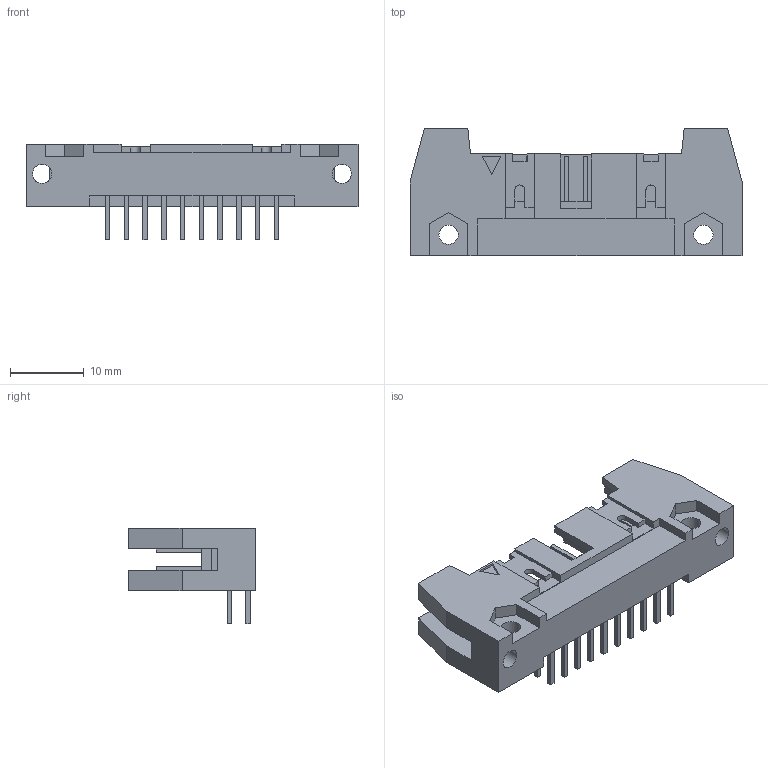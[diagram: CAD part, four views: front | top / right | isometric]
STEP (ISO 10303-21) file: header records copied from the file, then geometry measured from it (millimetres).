
FILE_DESCRIPTION(/* description */ (''),/* implementation_level */ '2;1');
FILE_NAME(/* name */ '100644282ugm000_a.stp',/* time_stamp */ '2015-12-08T14:07:07+01:00',/* author */ (''),/* organization */ (''),/* preprocessor_version */ 'ST-DEVELOPER v15',/* originating_system */ 'SIEMENS PLM Software NX 8.5',/* authorisation */ '');
FILE_SCHEMA (('AUTOMOTIVE_DESIGN { 1 0 10303 214 3 1 1 1 }'));
Length unit declared in the file: millimetre
Products named in the file (1): 100644282ugm000_a
Bounding box: 45 x 17.3 x 13 mm (x, y, z)
Volume: 3280 mm3; surface area: 3906.7 mm2
Topology: 1 solids, 1 shells, 308 faces, 801 edges, 530 vertices
Faces by surface type: plane 302, cylinder 6
Full cylindrical faces by diameter (mm): 2.6 x4
Entity records: 10022 total; most frequent: CARTESIAN_POINT 1636, ORIENTED_EDGE 1594, DIRECTION 1435, EDGE_CURVE 797, LINE 777, VECTOR 777, VERTEX_POINT 530, EDGE_LOOP 359
